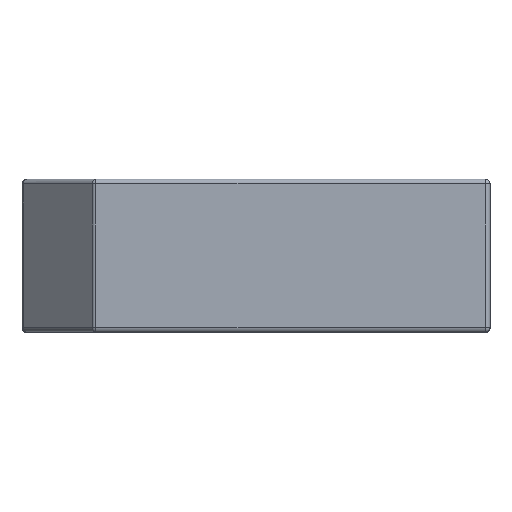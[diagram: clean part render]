
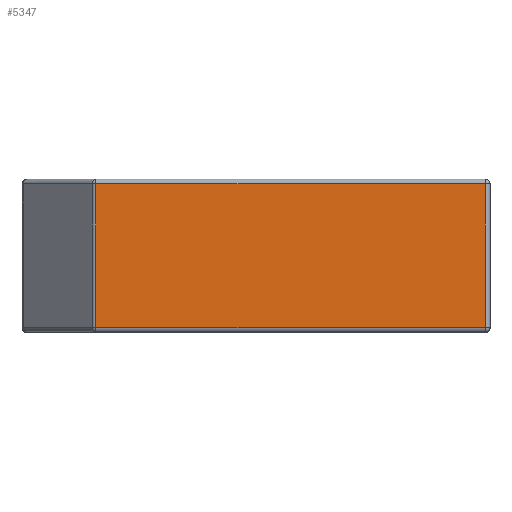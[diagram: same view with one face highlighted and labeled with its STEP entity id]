
A CAD part, top view. The second image highlights one B-rep face of the part: STEP entity #5347.
In plain terms, the highlighted planar face has unit normal (0, 0, 1).
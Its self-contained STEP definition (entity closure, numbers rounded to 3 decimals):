
#5347 = ADVANCED_FACE('',(#5348),#5382,.T.);
#5348 = FACE_BOUND('',#5349,.T.);
#5349 = EDGE_LOOP('',(#5350,#5360,#5368,#5376));
#5350 = ORIENTED_EDGE('',*,*,#5351,.T.);
#5351 = EDGE_CURVE('',#5352,#5354,#5356,.T.);
#5352 = VERTEX_POINT('',#5353);
#5353 = CARTESIAN_POINT('',(0.66,-2.26,12.19));
#5354 = VERTEX_POINT('',#5355);
#5355 = CARTESIAN_POINT('',(12.915,-2.26,12.19));
#5356 = LINE('',#5357,#5358);
#5357 = CARTESIAN_POINT('',(13.065,-2.26,12.19));
#5358 = VECTOR('',#5359,1.);
#5359 = DIRECTION('',(1.,0.,0.));
#5360 = ORIENTED_EDGE('',*,*,#5361,.T.);
#5361 = EDGE_CURVE('',#5354,#5362,#5364,.T.);
#5362 = VERTEX_POINT('',#5363);
#5363 = CARTESIAN_POINT('',(12.915,2.265,12.19));
#5364 = LINE('',#5365,#5366);
#5365 = CARTESIAN_POINT('',(12.915,2.415,12.19));
#5366 = VECTOR('',#5367,1.);
#5367 = DIRECTION('',(0.,1.,0.));
#5368 = ORIENTED_EDGE('',*,*,#5369,.T.);
#5369 = EDGE_CURVE('',#5362,#5370,#5372,.T.);
#5370 = VERTEX_POINT('',#5371);
#5371 = CARTESIAN_POINT('',(0.66,2.265,12.19));
#5372 = LINE('',#5373,#5374);
#5373 = CARTESIAN_POINT('',(0.598,2.265,12.19));
#5374 = VECTOR('',#5375,1.);
#5375 = DIRECTION('',(-1.,0.,0.));
#5376 = ORIENTED_EDGE('',*,*,#5377,.T.);
#5377 = EDGE_CURVE('',#5370,#5352,#5378,.T.);
#5378 = LINE('',#5379,#5380);
#5379 = CARTESIAN_POINT('',(0.66,2.415,12.19));
#5380 = VECTOR('',#5381,1.);
#5381 = DIRECTION('',(0.,-1.,0.));
#5382 = PLANE('',#5383);
#5383 = AXIS2_PLACEMENT_3D('',#5384,#5385,#5386);
#5384 = CARTESIAN_POINT('',(13.065,2.415,12.19));
#5385 = DIRECTION('',(0.,0.,1.));
#5386 = DIRECTION('',(-1.,0.,0.));
